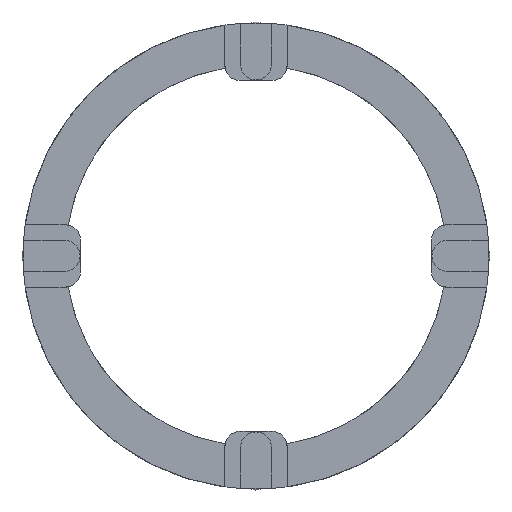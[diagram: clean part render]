
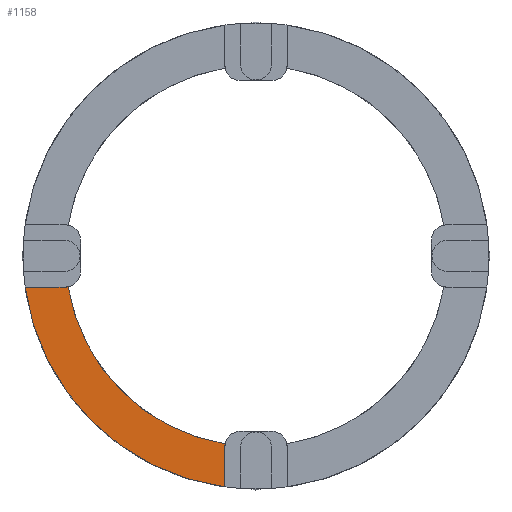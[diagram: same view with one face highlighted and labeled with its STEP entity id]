
A CAD part, top view. The second image highlights one B-rep face of the part: STEP entity #1158.
In plain terms, the highlighted planar face has unit normal (0, 0, 1).
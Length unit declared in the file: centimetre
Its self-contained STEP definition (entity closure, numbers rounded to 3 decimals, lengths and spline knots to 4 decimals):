
#57=PLANE('',#1299);
#119=FACE_OUTER_BOUND('',#188,.T.);
#188=EDGE_LOOP('',(#1043,#1044,#1045,#1046,#1047,#1048));
#218=CIRCLE('',#1178,45.);
#246=CIRCLE('',#1208,36.8);
#271=CIRCLE('',#1252,3.);
#283=CIRCLE('',#1275,3.);
#348=LINE('',#2321,#432);
#375=LINE('',#2416,#459);
#432=VECTOR('',#1530,1.);
#459=VECTOR('',#1649,1.);
#464=VERTEX_POINT('',#1692);
#465=VERTEX_POINT('',#1694);
#525=VERTEX_POINT('',#2217);
#526=VERTEX_POINT('',#2219);
#554=VERTEX_POINT('',#2316);
#567=VERTEX_POINT('',#2365);
#580=EDGE_CURVE('',#464,#465,#218,.T.);
#646=EDGE_CURVE('',#526,#525,#246,.T.);
#697=EDGE_CURVE('',#554,#525,#271,.F.);
#699=EDGE_CURVE('',#554,#465,#348,.T.);
#721=EDGE_CURVE('',#567,#526,#283,.T.);
#747=EDGE_CURVE('',#464,#567,#375,.T.);
#1043=ORIENTED_EDGE('',*,*,#646,.T.);
#1044=ORIENTED_EDGE('',*,*,#697,.F.);
#1045=ORIENTED_EDGE('',*,*,#699,.T.);
#1046=ORIENTED_EDGE('',*,*,#580,.F.);
#1047=ORIENTED_EDGE('',*,*,#747,.T.);
#1048=ORIENTED_EDGE('',*,*,#721,.T.);
#1158=ADVANCED_FACE('',(#119),#57,.T.);
#1178=AXIS2_PLACEMENT_3D('',#1695,#1325,#1326);
#1208=AXIS2_PLACEMENT_3D('',#2220,#1411,#1412);
#1252=AXIS2_PLACEMENT_3D('',#2318,#1525,#1526);
#1275=AXIS2_PLACEMENT_3D('',#2366,#1583,#1584);
#1299=AXIS2_PLACEMENT_3D('',#2415,#1647,#1648);
#1325=DIRECTION('center_axis',(0.,0.,-1.));
#1326=DIRECTION('ref_axis',(1.,0.,0.));
#1411=DIRECTION('center_axis',(0.,0.,-1.));
#1412=DIRECTION('ref_axis',(1.,0.,0.));
#1525=DIRECTION('center_axis',(0.,0.,-1.));
#1526=DIRECTION('ref_axis',(0.735,-0.678,0.));
#1530=DIRECTION('',(-1.,0.,0.));
#1583=DIRECTION('center_axis',(0.,0.,-1.));
#1584=DIRECTION('ref_axis',(-0.678,0.735,0.));
#1647=DIRECTION('center_axis',(0.,0.,1.));
#1648=DIRECTION('ref_axis',(1.,0.,0.));
#1649=DIRECTION('',(0.,1.,0.));
#1692=CARTESIAN_POINT('',(353.7852,166.2427,-4.));
#1694=CARTESIAN_POINT('',(315.187,204.8409,-4.));
#1695=CARTESIAN_POINT('Origin',(359.7852,210.8409,-4.));
#2217=CARTESIAN_POINT('',(323.4689,204.894,-4.));
#2219=CARTESIAN_POINT('',(353.8383,174.5246,-4.));
#2220=CARTESIAN_POINT('Origin',(359.7852,210.8409,-4.));
#2316=CARTESIAN_POINT('',(322.907,204.8409,-4.));
#2318=CARTESIAN_POINT('Origin',(322.907,207.8409,-4.));
#2321=CARTESIAN_POINT('',(353.7852,204.8409,-4.));
#2365=CARTESIAN_POINT('',(353.7852,173.9628,-4.));
#2366=CARTESIAN_POINT('Origin',(356.7852,173.9628,-4.));
#2415=CARTESIAN_POINT('Origin',(335.6264,186.6821,-4.));
#2416=CARTESIAN_POINT('',(353.7852,157.4532,-4.));
